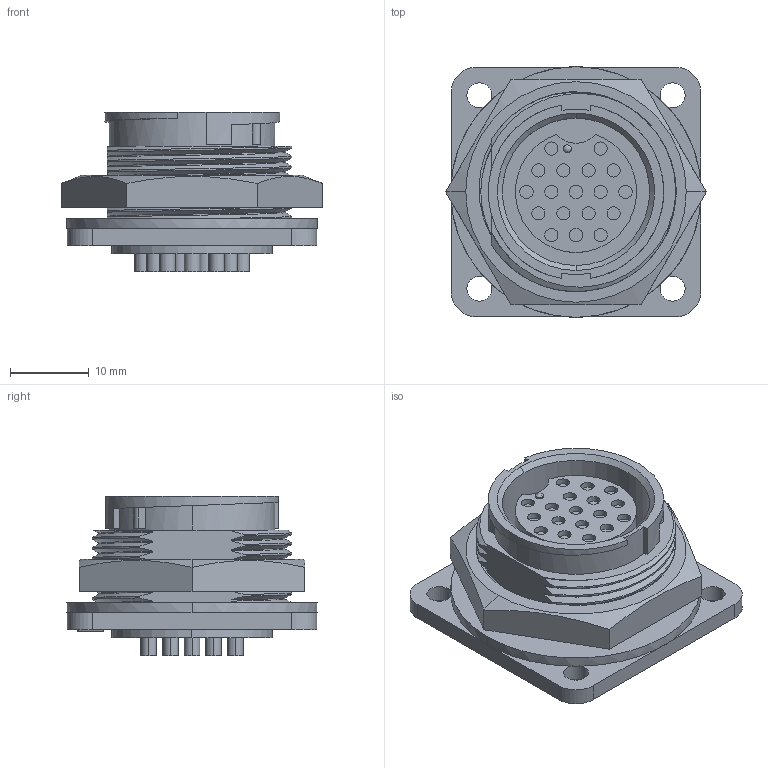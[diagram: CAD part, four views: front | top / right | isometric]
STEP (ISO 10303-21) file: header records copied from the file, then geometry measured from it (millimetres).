
FILE_DESCRIPTION (( 'STEP AP203' ), '1' );
FILE_NAME ('14280-18SG-300.STEP', '2012-10-05T16:11:24', ( '21FPBF1' ), ( 'Conxall' ), 'SwSTEP 2.0', 'SolidWorks 2011', '' );
FILE_SCHEMA (( 'CONFIG_CONTROL_DESIGN' ));
Length unit declared in the file: inch
Products named in the file (1): 14280-18SG-300
Bounding box: 33 x 31.75 x 20.17 mm (x, y, z)
Volume: 8886.3 mm3; surface area: 6506.4 mm2
Topology: 2 solids, 2 shells, 282 faces, 687 edges, 451 vertices
Faces by surface type: cylinder 132, plane 116, bspline 29, cone 4, sphere 1
Entity records: 16757 total; most frequent: CARTESIAN_POINT 10217, ORIENTED_EDGE 1368, DIRECTION 1314, EDGE_CURVE 684, AXIS2_PLACEMENT_3D 507, VERTEX_POINT 449, EDGE_LOOP 335, LINE 300
